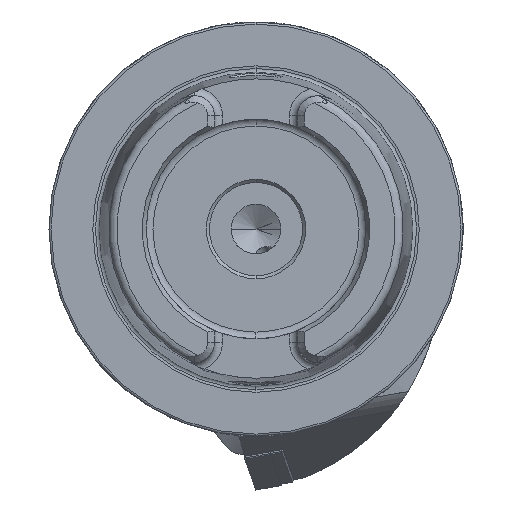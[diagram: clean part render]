
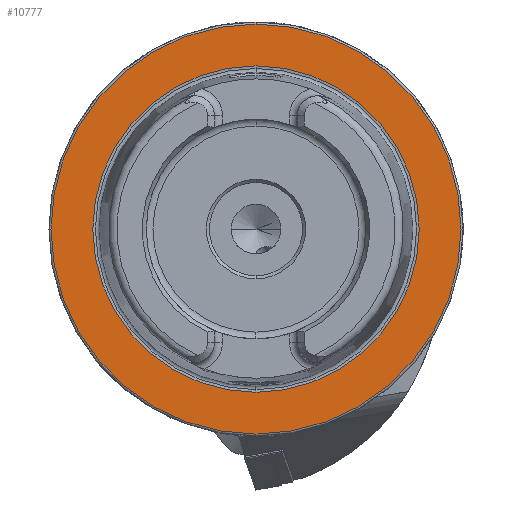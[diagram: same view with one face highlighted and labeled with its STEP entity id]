
A CAD part, left-side view. The second image highlights one B-rep face of the part: STEP entity #10777.
In plain terms, the highlighted planar face has unit normal (-1, 0, 0).
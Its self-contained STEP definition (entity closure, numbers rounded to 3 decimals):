
#225 = CARTESIAN_POINT ( 'NONE',  ( 0., 0., 0. ) ) ;
#499 = CARTESIAN_POINT ( 'NONE',  ( 0., 0., 0. ) ) ;
#627 = DIRECTION ( 'NONE',  ( -1., 0., 0. ) ) ;
#1687 = CARTESIAN_POINT ( 'NONE',  ( 0., 0., 0. ) ) ;
#1890 = DIRECTION ( 'NONE',  ( -1., 0., 0. ) ) ;
#2451 = CARTESIAN_POINT ( 'NONE',  ( 0., 49.5, 0. ) ) ;
#2527 = DIRECTION ( 'NONE',  ( 1., 0., 0. ) ) ;
#3157 = DIRECTION ( 'NONE',  ( 0., 0., 1. ) ) ;
#3245 = AXIS2_PLACEMENT_3D ( 'NONE', #2451, #2527, #13937 ) ;
#3345 = CARTESIAN_POINT ( 'NONE',  ( 0., 0., 0. ) ) ;
#3631 = ORIENTED_EDGE ( 'NONE', *, *, #11094, .F. ) ;
#4103 = AXIS2_PLACEMENT_3D ( 'NONE', #1687, #11573, #5824 ) ;
#5236 = CIRCLE ( 'NONE', #9063, 39.405 ) ;
#5297 = EDGE_CURVE ( 'NONE', #12793, #16018, #14272, .T. ) ;
#5775 = CIRCLE ( 'NONE', #13961, 49.5 ) ;
#5824 = DIRECTION ( 'NONE',  ( 0., 0., 1. ) ) ;
#6151 = DIRECTION ( 'NONE',  ( 0., 0., 1. ) ) ;
#7311 = CIRCLE ( 'NONE', #4103, 39.405 ) ;
#7485 = CARTESIAN_POINT ( 'NONE',  ( 0., 0., 49.5 ) ) ;
#8247 = VERTEX_POINT ( 'NONE', #9563 ) ;
#8434 = EDGE_CURVE ( 'NONE', #16018, #12793, #5775, .T. ) ;
#8824 = EDGE_CURVE ( 'NONE', #12736, #8247, #7311, .T. ) ;
#9063 = AXIS2_PLACEMENT_3D ( 'NONE', #3345, #12027, #6151 ) ;
#9563 = CARTESIAN_POINT ( 'NONE',  ( 0., 0., -39.405 ) ) ;
#9633 = PLANE ( 'NONE',  #3245 ) ;
#10777 = ADVANCED_FACE ( 'NONE', ( #16642, #17966 ), #9633, .F. ) ;
#10875 = EDGE_LOOP ( 'NONE', ( #16258, #3631 ) ) ;
#11094 = EDGE_CURVE ( 'NONE', #8247, #12736, #5236, .T. ) ;
#11438 = ORIENTED_EDGE ( 'NONE', *, *, #5297, .T. ) ;
#11573 = DIRECTION ( 'NONE',  ( -1., 0., 0. ) ) ;
#11731 = DIRECTION ( 'NONE',  ( 0., 0., 1. ) ) ;
#12027 = DIRECTION ( 'NONE',  ( -1., 0., 0. ) ) ;
#12273 = EDGE_LOOP ( 'NONE', ( #18200, #11438 ) ) ;
#12736 = VERTEX_POINT ( 'NONE', #16733 ) ;
#12793 = VERTEX_POINT ( 'NONE', #13319 ) ;
#13319 = CARTESIAN_POINT ( 'NONE',  ( 0., 0., -49.5 ) ) ;
#13937 = DIRECTION ( 'NONE',  ( 0., 0., -1. ) ) ;
#13961 = AXIS2_PLACEMENT_3D ( 'NONE', #225, #1890, #3157 ) ;
#14020 = AXIS2_PLACEMENT_3D ( 'NONE', #499, #627, #11731 ) ;
#14272 = CIRCLE ( 'NONE', #14020, 49.5 ) ;
#16018 = VERTEX_POINT ( 'NONE', #7485 ) ;
#16258 = ORIENTED_EDGE ( 'NONE', *, *, #8824, .F. ) ;
#16642 = FACE_BOUND ( 'NONE', #10875, .T. ) ;
#16733 = CARTESIAN_POINT ( 'NONE',  ( 0., 0., 39.405 ) ) ;
#17966 = FACE_OUTER_BOUND ( 'NONE', #12273, .T. ) ;
#18200 = ORIENTED_EDGE ( 'NONE', *, *, #8434, .T. ) ;
